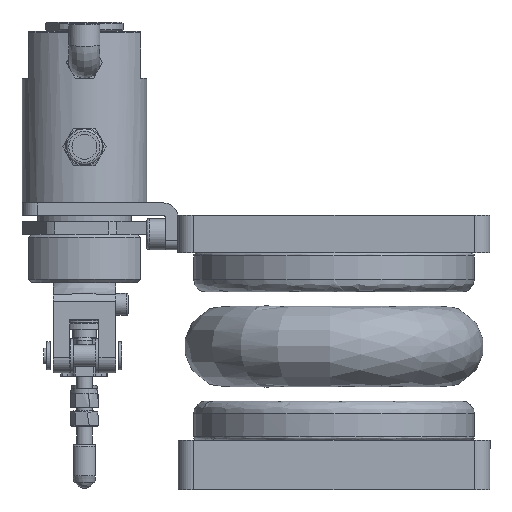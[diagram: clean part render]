
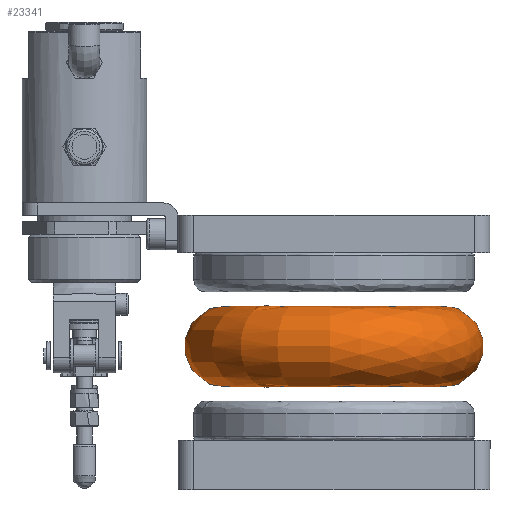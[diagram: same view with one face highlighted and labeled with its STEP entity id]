
A CAD part, front view. The second image highlights one B-rep face of the part: STEP entity #23341.
In plain terms, the highlighted free-form (B-spline) face has degree [3, 3] with [7, 7] control points.
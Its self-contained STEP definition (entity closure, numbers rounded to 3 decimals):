
#383 = ORIENTED_EDGE ( 'NONE', *, *, #18925, .T. ) ;
#485 = CARTESIAN_POINT ( 'NONE',  ( 159.178, 12.029, 186.57 ) ) ;
#962 = CARTESIAN_POINT ( 'NONE',  ( 159.178, 12.029, 203.43 ) ) ;
#1303 = VERTEX_POINT ( 'NONE', #2853 ) ;
#1762 = EDGE_LOOP ( 'NONE', ( #383 ) ) ;
#2028 = FACE_OUTER_BOUND ( 'NONE', #1762, .T. ) ;
#2257 = CARTESIAN_POINT ( 'NONE',  ( 24.291, -3.384, 203.43 ) ) ;
#2499 = CARTESIAN_POINT ( 'NONE',  ( 24.291, -3.384, 186.57 ) ) ;
#2732 = CARTESIAN_POINT ( 'NONE',  ( 38.157, -6.31, 181.012 ) ) ;
#2853 = CARTESIAN_POINT ( 'NONE',  ( 108.586, -51.617, 182.111 ) ) ;
#3318 = DIRECTION ( 'NONE',  ( -0.622, -0.783, 0. ) ) ;
#3499 = EDGE_CURVE ( 'NONE', #1303, #1303, #7227, .T. ) ;
#4024 = CARTESIAN_POINT ( 'NONE',  ( 99.441, -63.121, 203.43 ) ) ;
#4501 = CARTESIAN_POINT ( 'NONE',  ( 174.591, -122.858, 195. ) ) ;
#5696 = AXIS2_PLACEMENT_3D ( 'NONE', #13037, #20206, #6048 ) ;
#5802 = CARTESIAN_POINT ( 'NONE',  ( 150.033, 0.525, 207.889 ) ) ;
#5918 = CARTESIAN_POINT ( 'NONE',  ( 202.175, -40.923, 182.111 ) ) ;
#6037 = CARTESIAN_POINT ( 'NONE',  ( 97.891, 41.973, 207.889 ) ) ;
#6048 = DIRECTION ( 'NONE',  ( -0.622, -0.783, 0. ) ) ;
#6158 = CARTESIAN_POINT ( 'NONE',  ( 99.441, -63.121, 195. ) ) ;
#7227 = CIRCLE ( 'NONE', #14780, 33.304 ) ;
#7699 = CARTESIAN_POINT ( 'NONE',  ( 84.028, 71.766, 186.57 ) ) ;
#7820 = CARTESIAN_POINT ( 'NONE',  ( 108.586, -51.617, 207.889 ) ) ;
#8060 = CARTESIAN_POINT ( 'NONE',  ( 90.007, 58.917, 208.988 ) ) ;
#9008 = DIRECTION ( 'NONE',  ( 0., 0., 1. ) ) ;
#9468 = CARTESIAN_POINT ( 'NONE',  ( 168.612, -110.009, 208.988 ) ) ;
#9592 = CARTESIAN_POINT ( 'NONE',  ( 56.444, -10.169, 207.889 ) ) ;
#9708 = CARTESIAN_POINT ( 'NONE',  ( 108.586, -51.617, 182.111 ) ) ;
#9752 = ORIENTED_EDGE ( 'NONE', *, *, #3499, .T. ) ;
#9820 = CARTESIAN_POINT ( 'NONE',  ( 155.234, 7.068, 208.988 ) ) ;
#9945 = CARTESIAN_POINT ( 'NONE',  ( 99.441, -63.121, 195. ) ) ;
#11007 = FACE_OUTER_BOUND ( 'NONE', #15899, .T. ) ;
#11243 = CARTESIAN_POINT ( 'NONE',  ( 24.291, -3.384, 195. ) ) ;
#11481 = CARTESIAN_POINT ( 'NONE',  ( 174.591, -122.858, 203.43 ) ) ;
#11599 = CARTESIAN_POINT ( 'NONE',  ( 168.612, -110.009, 181.012 ) ) ;
#11711 = CARTESIAN_POINT ( 'NONE',  ( 99.441, -63.121, 186.57 ) ) ;
#13023 = CARTESIAN_POINT ( 'NONE',  ( 103.385, -58.16, 181.012 ) ) ;
#13037 = CARTESIAN_POINT ( 'NONE',  ( 129.309, -25.546, 207.889 ) ) ;
#13143 = CARTESIAN_POINT ( 'NONE',  ( 150.033, 0.525, 182.111 ) ) ;
#13382 = CARTESIAN_POINT ( 'NONE',  ( 99.441, -63.121, 186.57 ) ) ;
#13502 = CARTESIAN_POINT ( 'NONE',  ( 220.462, -44.782, 181.012 ) ) ;
#14677 = CARTESIAN_POINT ( 'NONE',  ( 160.727, -93.065, 207.889 ) ) ;
#14780 = AXIS2_PLACEMENT_3D ( 'NONE', #16322, #9008, #3318 ) ;
#14783 =( BOUNDED_SURFACE ( )  B_SPLINE_SURFACE ( 3, 3, ( 
 ( #16439, #14677, #21831, #5802, #6037, #9592, #7820 ),
 ( #14792, #9468, #17144, #9820, #8060, #18431, #20427 ),
 ( #16672, #11481, #17023, #962, #22196, #2257, #4024 ),
 ( #9945, #4501, #16906, #18668, #18782, #11243, #6158 ),
 ( #13382, #15028, #21953, #485, #7699, #2499, #11711 ),
 ( #18896, #11599, #13502, #14912, #22076, #2732, #13023 ),
 ( #20310, #20193, #5918, #13143, #16795, #20543, #9708 ) ),
 .UNSPECIFIED., .F., .T., .F. ) 
 B_SPLINE_SURFACE_WITH_KNOTS ( ( 4, 3, 4 ),
 ( 4, 3, 4 ),
 ( 0., 0.5, 1. ),
 ( 0., 0.5, 1. ),
 .UNSPECIFIED. ) 
 GEOMETRIC_REPRESENTATION_ITEM ( )  RATIONAL_B_SPLINE_SURFACE ( (
 ( 1., 0.333, 0.333, 1., 0.333, 0.333, 1.),
 ( 0.773, 0.258, 0.258, 0.773, 0.258, 0.258, 0.773),
 ( 0.773, 0.258, 0.258, 0.773, 0.258, 0.258, 0.773),
 ( 1., 0.333, 0.333, 1., 0.333, 0.333, 1.),
 ( 0.773, 0.258, 0.258, 0.773, 0.258, 0.258, 0.773),
 ( 0.773, 0.258, 0.258, 0.773, 0.258, 0.258, 0.773),
 ( 1., 0.333, 0.333, 1., 0.333, 0.333, 1.) ) ) 
 REPRESENTATION_ITEM ( '' )  SURFACE ( )  );
#14792 = CARTESIAN_POINT ( 'NONE',  ( 103.385, -58.16, 208.988 ) ) ;
#14912 = CARTESIAN_POINT ( 'NONE',  ( 155.234, 7.068, 181.012 ) ) ;
#15028 = CARTESIAN_POINT ( 'NONE',  ( 174.591, -122.858, 186.57 ) ) ;
#15881 = CIRCLE ( 'NONE', #5696, 33.304 ) ;
#15899 = EDGE_LOOP ( 'NONE', ( #9752 ) ) ;
#16322 = CARTESIAN_POINT ( 'NONE',  ( 129.309, -25.546, 182.111 ) ) ;
#16439 = CARTESIAN_POINT ( 'NONE',  ( 108.586, -51.617, 207.889 ) ) ;
#16672 = CARTESIAN_POINT ( 'NONE',  ( 99.441, -63.121, 203.43 ) ) ;
#16795 = CARTESIAN_POINT ( 'NONE',  ( 97.891, 41.973, 182.111 ) ) ;
#16906 = CARTESIAN_POINT ( 'NONE',  ( 234.328, -47.708, 195. ) ) ;
#17023 = CARTESIAN_POINT ( 'NONE',  ( 234.328, -47.708, 203.43 ) ) ;
#17144 = CARTESIAN_POINT ( 'NONE',  ( 220.462, -44.782, 208.988 ) ) ;
#17459 = VERTEX_POINT ( 'NONE', #17803 ) ;
#17803 = CARTESIAN_POINT ( 'NONE',  ( 108.586, -51.617, 207.889 ) ) ;
#18431 = CARTESIAN_POINT ( 'NONE',  ( 38.157, -6.31, 208.988 ) ) ;
#18668 = CARTESIAN_POINT ( 'NONE',  ( 159.178, 12.029, 195. ) ) ;
#18782 = CARTESIAN_POINT ( 'NONE',  ( 84.028, 71.766, 195. ) ) ;
#18896 = CARTESIAN_POINT ( 'NONE',  ( 103.385, -58.16, 181.012 ) ) ;
#18925 = EDGE_CURVE ( 'NONE', #17459, #17459, #15881, .T. ) ;
#20193 = CARTESIAN_POINT ( 'NONE',  ( 160.727, -93.065, 182.111 ) ) ;
#20206 = DIRECTION ( 'NONE',  ( 0., 0., -1. ) ) ;
#20310 = CARTESIAN_POINT ( 'NONE',  ( 108.586, -51.617, 182.111 ) ) ;
#20427 = CARTESIAN_POINT ( 'NONE',  ( 103.385, -58.16, 208.988 ) ) ;
#20543 = CARTESIAN_POINT ( 'NONE',  ( 56.444, -10.169, 182.111 ) ) ;
#21831 = CARTESIAN_POINT ( 'NONE',  ( 202.175, -40.923, 207.889 ) ) ;
#21953 = CARTESIAN_POINT ( 'NONE',  ( 234.328, -47.708, 186.57 ) ) ;
#22076 = CARTESIAN_POINT ( 'NONE',  ( 90.007, 58.917, 181.012 ) ) ;
#22196 = CARTESIAN_POINT ( 'NONE',  ( 84.028, 71.766, 203.43 ) ) ;
#23341 = ADVANCED_FACE ( 'NONE', ( #11007, #2028 ), #14783, .T. ) ;
